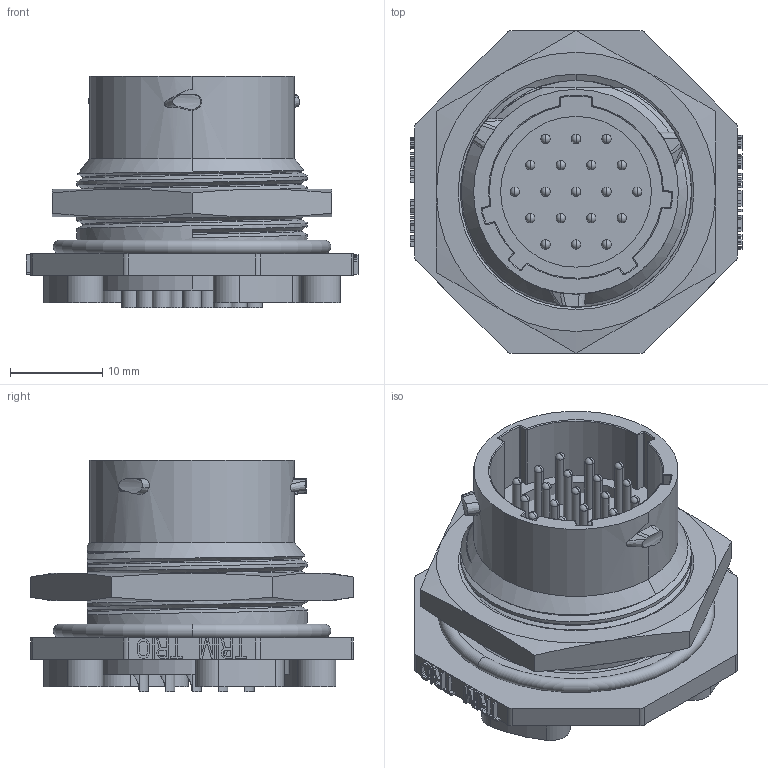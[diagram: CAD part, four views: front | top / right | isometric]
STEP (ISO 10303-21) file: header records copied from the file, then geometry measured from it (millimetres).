
FILE_DESCRIPTION((''),'2;1');
FILE_NAME('UTS714E19P','2011-04-06T',('vsorin'),('SOURIAU'),'PRO/ENGINEER BY PARAMETRIC TECHNOLOGY CORPORATION, 2010140','PRO/ENGINEER BY PARAMETRIC TECHNOLOGY CORPORATION, 2010140','');
FILE_SCHEMA(('CONFIG_CONTROL_DESIGN'));
Length unit declared in the file: millimetre
Products named in the file (1): UTS714E19P
Bounding box: 35.9 x 34.9 x 25 mm (x, y, z)
Surface area: 7121.1 mm2 (no closed solid volume)
Topology: 0 solids, 22 shells, 581 faces, 1932 edges, 1301 vertices
Faces by surface type: plane 246, cylinder 211, sphere 38, bspline 33, cone 23, torus 21, extrusion 9
Entity records: 25818 total; most frequent: CARTESIAN_POINT 9658, DIRECTION 3215, ORIENTED_EDGE 3171, EDGE_CURVE 1894, VERTEX_POINT 1301, VECTOR 1197, LINE 1188, AXIS2_PLACEMENT_3D 1009
